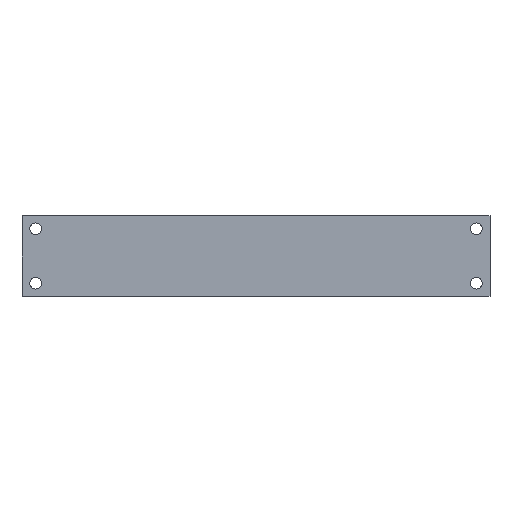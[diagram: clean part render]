
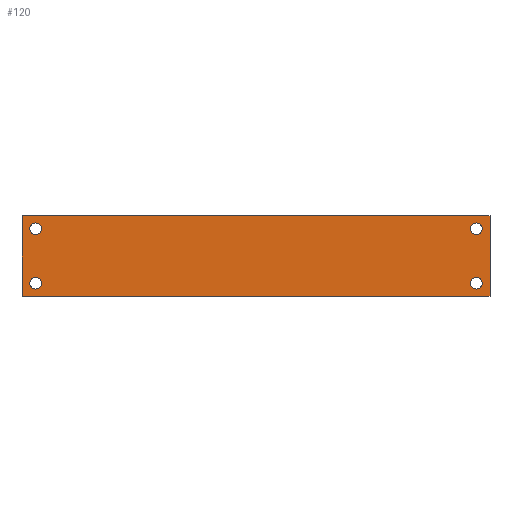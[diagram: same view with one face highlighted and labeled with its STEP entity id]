
A CAD part, top view. The second image highlights one B-rep face of the part: STEP entity #120.
In plain terms, the highlighted planar face has unit normal (0, 0, 1).
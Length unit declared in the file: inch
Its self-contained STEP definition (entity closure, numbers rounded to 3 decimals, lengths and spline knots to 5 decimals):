
#2 = DIRECTION ( 'NONE',  ( 1., 0., 0. ) ) ;
#6 = PLANE ( 'NONE',  #257 ) ;
#8 = DIRECTION ( 'NONE',  ( 0., -1., 0. ) ) ;
#11 = FACE_BOUND ( 'NONE', #447, .T. ) ;
#16 = CARTESIAN_POINT ( 'NONE',  ( -10.51181, -1.29921, 0.19685 ) ) ;
#21 = ORIENTED_EDGE ( 'NONE', *, *, #148, .F. ) ;
#30 = VERTEX_POINT ( 'NONE', #78 ) ;
#32 = EDGE_LOOP ( 'NONE', ( #129 ) ) ;
#39 = CIRCLE ( 'NONE', #147, 0.27559 ) ;
#42 = CARTESIAN_POINT ( 'NONE',  ( 11.16142, -1.92913, 0.19685 ) ) ;
#43 = ORIENTED_EDGE ( 'NONE', *, *, #417, .F. ) ;
#45 = LINE ( 'NONE', #206, #175 ) ;
#70 = ORIENTED_EDGE ( 'NONE', *, *, #143, .F. ) ;
#74 = VECTOR ( 'NONE', #248, 39.37008 ) ;
#75 = CARTESIAN_POINT ( 'NONE',  ( 10.7874, 1.29921, 0.19685 ) ) ;
#77 = VERTEX_POINT ( 'NONE', #192 ) ;
#78 = CARTESIAN_POINT ( 'NONE',  ( 11.16142, 1.92913, 0.19685 ) ) ;
#84 = CARTESIAN_POINT ( 'NONE',  ( -10.51181, 1.29921, 0.19685 ) ) ;
#88 = LINE ( 'NONE', #399, #74 ) ;
#120 = ADVANCED_FACE ( 'NONE', ( #349, #503, #11, #173, #433 ), #6, .F. ) ;
#123 = AXIS2_PLACEMENT_3D ( 'NONE', #395, #318, #283 ) ;
#129 = ORIENTED_EDGE ( 'NONE', *, *, #288, .F. ) ;
#131 = CARTESIAN_POINT ( 'NONE',  ( -11.16142, 1.92913, 0.19685 ) ) ;
#134 = DIRECTION ( 'NONE',  ( 0., 0., -1. ) ) ;
#140 = DIRECTION ( 'NONE',  ( 1., 0., 0. ) ) ;
#143 = EDGE_CURVE ( 'NONE', #256, #478, #88, .T. ) ;
#144 = CARTESIAN_POINT ( 'NONE',  ( 10.51181, -1.29921, 0.19685 ) ) ;
#147 = AXIS2_PLACEMENT_3D ( 'NONE', #144, #485, #140 ) ;
#148 = EDGE_CURVE ( 'NONE', #478, #365, #164, .T. ) ;
#155 = AXIS2_PLACEMENT_3D ( 'NONE', #16, #377, #488 ) ;
#164 = LINE ( 'NONE', #327, #330 ) ;
#173 = FACE_BOUND ( 'NONE', #179, .T. ) ;
#175 = VECTOR ( 'NONE', #8, 39.37008 ) ;
#179 = EDGE_LOOP ( 'NONE', ( #296 ) ) ;
#190 = CARTESIAN_POINT ( 'NONE',  ( 10.7874, -1.29921, 0.19685 ) ) ;
#192 = CARTESIAN_POINT ( 'NONE',  ( -10.23622, -1.29921, 0.19685 ) ) ;
#195 = VERTEX_POINT ( 'NONE', #190 ) ;
#201 = LINE ( 'NONE', #354, #481 ) ;
#206 = CARTESIAN_POINT ( 'NONE',  ( 11.16142, 1.92913, 0.19685 ) ) ;
#215 = ORIENTED_EDGE ( 'NONE', *, *, #396, .F. ) ;
#216 = EDGE_CURVE ( 'NONE', #344, #344, #461, .T. ) ;
#244 = DIRECTION ( 'NONE',  ( 0., 0., 1. ) ) ;
#248 = DIRECTION ( 'NONE',  ( -1., 0., 0. ) ) ;
#256 = VERTEX_POINT ( 'NONE', #42 ) ;
#257 = AXIS2_PLACEMENT_3D ( 'NONE', #131, #134, #320 ) ;
#266 = CARTESIAN_POINT ( 'NONE',  ( -11.16142, -1.92913, 0.19685 ) ) ;
#267 = EDGE_CURVE ( 'NONE', #365, #30, #201, .T. ) ;
#283 = DIRECTION ( 'NONE',  ( 1., 0., 0. ) ) ;
#288 = EDGE_CURVE ( 'NONE', #305, #305, #421, .T. ) ;
#294 = EDGE_CURVE ( 'NONE', #30, #256, #45, .T. ) ;
#296 = ORIENTED_EDGE ( 'NONE', *, *, #216, .F. ) ;
#300 = ORIENTED_EDGE ( 'NONE', *, *, #267, .F. ) ;
#305 = VERTEX_POINT ( 'NONE', #462 ) ;
#318 = DIRECTION ( 'NONE',  ( 0., 0., 1. ) ) ;
#320 = DIRECTION ( 'NONE',  ( -1., 0., 0. ) ) ;
#324 = EDGE_LOOP ( 'NONE', ( #215 ) ) ;
#327 = CARTESIAN_POINT ( 'NONE',  ( -11.16142, 1.92913, 0.19685 ) ) ;
#330 = VECTOR ( 'NONE', #403, 39.37008 ) ;
#331 = EDGE_LOOP ( 'NONE', ( #385, #300, #21, #70 ) ) ;
#337 = CARTESIAN_POINT ( 'NONE',  ( -11.16142, 1.92913, 0.19685 ) ) ;
#344 = VERTEX_POINT ( 'NONE', #75 ) ;
#349 = FACE_OUTER_BOUND ( 'NONE', #331, .T. ) ;
#354 = CARTESIAN_POINT ( 'NONE',  ( -11.16142, 1.92913, 0.19685 ) ) ;
#365 = VERTEX_POINT ( 'NONE', #337 ) ;
#377 = DIRECTION ( 'NONE',  ( 0., 0., 1. ) ) ;
#385 = ORIENTED_EDGE ( 'NONE', *, *, #294, .F. ) ;
#390 = CIRCLE ( 'NONE', #155, 0.27559 ) ;
#394 = DIRECTION ( 'NONE',  ( 1., 0., 0. ) ) ;
#395 = CARTESIAN_POINT ( 'NONE',  ( 10.51181, 1.29921, 0.19685 ) ) ;
#396 = EDGE_CURVE ( 'NONE', #195, #195, #39, .T. ) ;
#399 = CARTESIAN_POINT ( 'NONE',  ( -11.16142, -1.92913, 0.19685 ) ) ;
#403 = DIRECTION ( 'NONE',  ( 0., 1., 0. ) ) ;
#417 = EDGE_CURVE ( 'NONE', #77, #77, #390, .T. ) ;
#421 = CIRCLE ( 'NONE', #489, 0.27559 ) ;
#433 = FACE_BOUND ( 'NONE', #324, .T. ) ;
#447 = EDGE_LOOP ( 'NONE', ( #43 ) ) ;
#461 = CIRCLE ( 'NONE', #123, 0.27559 ) ;
#462 = CARTESIAN_POINT ( 'NONE',  ( -10.23622, 1.29921, 0.19685 ) ) ;
#478 = VERTEX_POINT ( 'NONE', #266 ) ;
#481 = VECTOR ( 'NONE', #2, 39.37008 ) ;
#485 = DIRECTION ( 'NONE',  ( 0., 0., 1. ) ) ;
#488 = DIRECTION ( 'NONE',  ( 1., 0., 0. ) ) ;
#489 = AXIS2_PLACEMENT_3D ( 'NONE', #84, #244, #394 ) ;
#503 = FACE_BOUND ( 'NONE', #32, .T. ) ;
